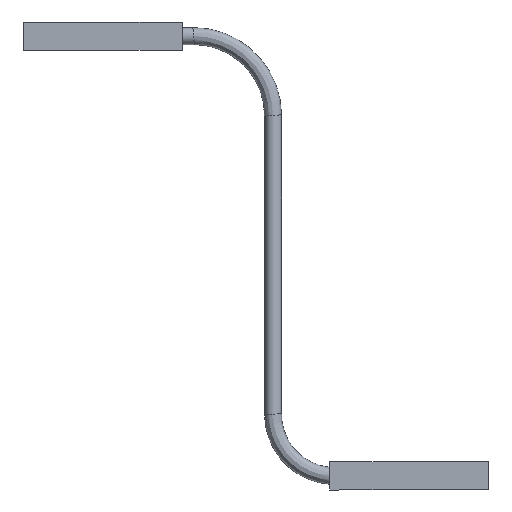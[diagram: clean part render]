
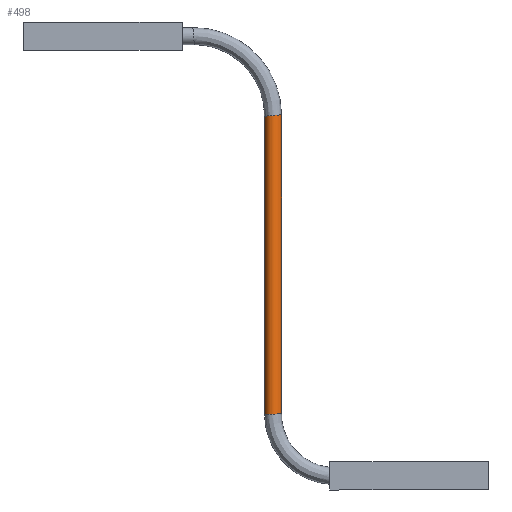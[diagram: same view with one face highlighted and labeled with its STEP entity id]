
A CAD part, left-side view. The second image highlights one B-rep face of the part: STEP entity #498.
In plain terms, the highlighted face is a extrusion surface.
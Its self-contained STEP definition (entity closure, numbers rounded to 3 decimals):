
#473 = VERTEX_POINT('',#474);
#474 = CARTESIAN_POINT('',(0.75,19.,33.));
#483 = EDGE_CURVE('',#473,#473,#484,.T.);
#484 = CIRCLE('',#485,0.75);
#485 = AXIS2_PLACEMENT_3D('',#486,#487,#488);
#486 = CARTESIAN_POINT('',(0.,19.,33.));
#487 = DIRECTION('',(0.,0.082,0.997));
#488 = DIRECTION('',(1.,0.,0.));
#498 = ADVANCED_FACE('',(#499),#518,.T.);
#499 = FACE_BOUND('',#500,.T.);
#500 = EDGE_LOOP('',(#501,#509,#510,#511));
#501 = ORIENTED_EDGE('',*,*,#502,.T.);
#502 = EDGE_CURVE('',#503,#473,#505,.T.);
#503 = VERTEX_POINT('',#504);
#504 = CARTESIAN_POINT('',(0.75,19.,6.679));
#505 = LINE('',#506,#507);
#506 = CARTESIAN_POINT('',(0.75,19.,6.679));
#507 = VECTOR('',#508,1.);
#508 = DIRECTION('',(0.,0.,1.));
#509 = ORIENTED_EDGE('',*,*,#483,.F.);
#510 = ORIENTED_EDGE('',*,*,#502,.F.);
#511 = ORIENTED_EDGE('',*,*,#512,.T.);
#512 = EDGE_CURVE('',#503,#503,#513,.T.);
#513 = CIRCLE('',#514,0.75);
#514 = AXIS2_PLACEMENT_3D('',#515,#516,#517);
#515 = CARTESIAN_POINT('',(0.,19.,6.679));
#516 = DIRECTION('',(0.,0.082,0.997));
#517 = DIRECTION('',(1.,0.,0.));
#518 = SURFACE_OF_LINEAR_EXTRUSION('',#519,#524);
#519 = CIRCLE('',#520,0.75);
#520 = AXIS2_PLACEMENT_3D('',#521,#522,#523);
#521 = CARTESIAN_POINT('',(0.,19.,6.679));
#522 = DIRECTION('',(0.,0.082,0.997));
#523 = DIRECTION('',(1.,0.,0.));
#524 = VECTOR('',#525,1.);
#525 = DIRECTION('',(0.,0.,1.));
